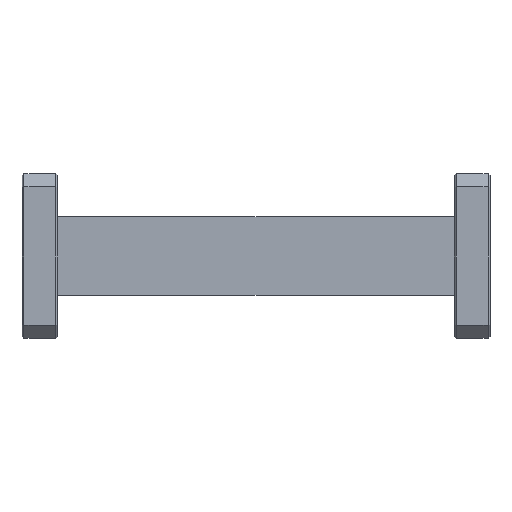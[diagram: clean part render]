
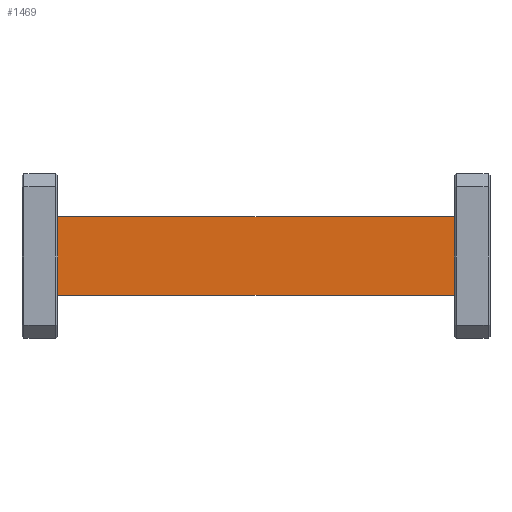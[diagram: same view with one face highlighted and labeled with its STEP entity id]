
A CAD part, front view. The second image highlights one B-rep face of the part: STEP entity #1469.
In plain terms, the highlighted planar face has unit normal (0, -1, 0).
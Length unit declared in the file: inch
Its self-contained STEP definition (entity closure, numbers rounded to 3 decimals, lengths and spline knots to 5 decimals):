
#11 = EDGE_LOOP ( 'NONE', ( #1647, #2162, #1959, #1440 ) ) ;
#28 = CARTESIAN_POINT ( 'NONE',  ( 0.19, -0.125, -0.21 ) ) ;
#68 = DIRECTION ( 'NONE',  ( -1., 0., 0. ) ) ;
#270 = DIRECTION ( 'NONE',  ( 0., 0., -1. ) ) ;
#372 = VECTOR ( 'NONE', #270, 39.37008 ) ;
#469 = LINE ( 'NONE', #1985, #2143 ) ;
#472 = FACE_OUTER_BOUND ( 'NONE', #11, .T. ) ;
#629 = LINE ( 'NONE', #2112, #1389 ) ;
#648 = LINE ( 'NONE', #28, #1830 ) ;
#651 = CARTESIAN_POINT ( 'NONE',  ( 0.19, -0.125, 0.21 ) ) ;
#676 = PLANE ( 'NONE',  #1280 ) ;
#842 = VERTEX_POINT ( 'NONE', #2037 ) ;
#858 = CARTESIAN_POINT ( 'NONE',  ( 0.19, -0.125, -0.21 ) ) ;
#916 = EDGE_CURVE ( 'NONE', #2079, #1701, #648, .T. ) ;
#1047 = DIRECTION ( 'NONE',  ( -1., 0., 0. ) ) ;
#1280 = AXIS2_PLACEMENT_3D ( 'NONE', #1429, #2206, #1795 ) ;
#1365 = EDGE_CURVE ( 'NONE', #842, #1701, #629, .T. ) ;
#1389 = VECTOR ( 'NONE', #68, 39.37008 ) ;
#1429 = CARTESIAN_POINT ( 'NONE',  ( 2.31, -0.125, -0.21 ) ) ;
#1440 = ORIENTED_EDGE ( 'NONE', *, *, #1768, .T. ) ;
#1469 = ADVANCED_FACE ( 'NONE', ( #472 ), #676, .F. ) ;
#1510 = DIRECTION ( 'NONE',  ( 0., 0., -1. ) ) ;
#1647 = ORIENTED_EDGE ( 'NONE', *, *, #916, .T. ) ;
#1701 = VERTEX_POINT ( 'NONE', #858 ) ;
#1733 = EDGE_CURVE ( 'NONE', #1903, #842, #1803, .T. ) ;
#1768 = EDGE_CURVE ( 'NONE', #1903, #2079, #469, .T. ) ;
#1795 = DIRECTION ( 'NONE',  ( 0., 0., 1. ) ) ;
#1803 = LINE ( 'NONE', #1816, #372 ) ;
#1816 = CARTESIAN_POINT ( 'NONE',  ( 2.31, -0.125, -0.21 ) ) ;
#1830 = VECTOR ( 'NONE', #1510, 39.37008 ) ;
#1903 = VERTEX_POINT ( 'NONE', #2117 ) ;
#1959 = ORIENTED_EDGE ( 'NONE', *, *, #1733, .F. ) ;
#1985 = CARTESIAN_POINT ( 'NONE',  ( 2.31, -0.125, 0.21 ) ) ;
#2037 = CARTESIAN_POINT ( 'NONE',  ( 2.31, -0.125, -0.21 ) ) ;
#2079 = VERTEX_POINT ( 'NONE', #651 ) ;
#2112 = CARTESIAN_POINT ( 'NONE',  ( 2.31, -0.125, -0.21 ) ) ;
#2117 = CARTESIAN_POINT ( 'NONE',  ( 2.31, -0.125, 0.21 ) ) ;
#2143 = VECTOR ( 'NONE', #1047, 39.37008 ) ;
#2162 = ORIENTED_EDGE ( 'NONE', *, *, #1365, .F. ) ;
#2206 = DIRECTION ( 'NONE',  ( 0., 1., 0. ) ) ;
